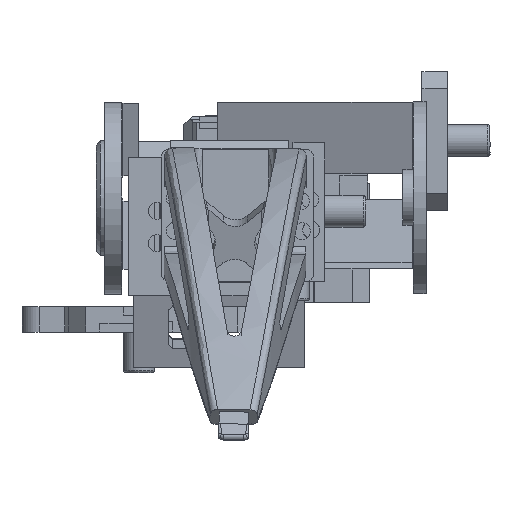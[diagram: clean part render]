
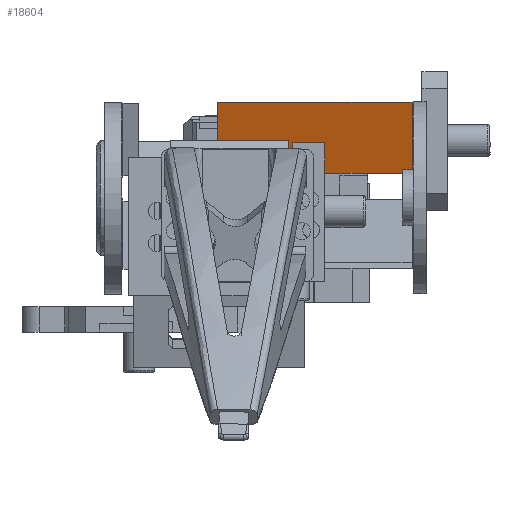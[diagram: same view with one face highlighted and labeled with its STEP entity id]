
A CAD part, left-side view. The second image highlights one B-rep face of the part: STEP entity #18604.
In plain terms, the highlighted planar face has unit normal (-0.95, 0, -0.314).
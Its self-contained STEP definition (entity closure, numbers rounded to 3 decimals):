
#2584=LINE('',#35290,#4680);
#2593=LINE('',#35313,#4689);
#2598=LINE('',#35323,#4694);
#2599=LINE('',#35324,#4695);
#4680=VECTOR('',#24251,10.);
#4689=VECTOR('',#24268,10.);
#4694=VECTOR('',#24275,10.);
#4695=VECTOR('',#24276,10.);
#5759=FACE_OUTER_BOUND('',#6865,.T.);
#6865=EDGE_LOOP('',(#16442,#16443,#16444,#16445));
#8904=VERTEX_POINT('',#35288);
#8905=VERTEX_POINT('',#35289);
#8915=VERTEX_POINT('',#35312);
#8919=VERTEX_POINT('',#35322);
#11449=EDGE_CURVE('',#8904,#8905,#2584,.T.);
#11460=EDGE_CURVE('',#8915,#8904,#2593,.T.);
#11465=EDGE_CURVE('',#8919,#8905,#2598,.T.);
#11466=EDGE_CURVE('',#8915,#8919,#2599,.T.);
#16442=ORIENTED_EDGE('',*,*,#11449,.T.);
#16443=ORIENTED_EDGE('',*,*,#11465,.F.);
#16444=ORIENTED_EDGE('',*,*,#11466,.F.);
#16445=ORIENTED_EDGE('',*,*,#11460,.T.);
#17675=PLANE('',#20004);
#18604=ADVANCED_FACE('',(#5759),#17675,.T.);
#20004=AXIS2_PLACEMENT_3D('',#35321,#24273,#24274);
#24251=DIRECTION('',(0.314,0.,-0.949));
#24268=DIRECTION('',(0.,1.,0.));
#24273=DIRECTION('center_axis',(-0.949,0.,-0.314));
#24274=DIRECTION('ref_axis',(-0.314,0.,0.949));
#24275=DIRECTION('',(0.,1.,0.));
#24276=DIRECTION('',(0.314,0.,-0.949));
#35288=CARTESIAN_POINT('',(-144.309,59.256,140.269));
#35289=CARTESIAN_POINT('',(-138.798,59.256,123.601));
#35290=CARTESIAN_POINT('',(-139.971,59.256,127.149));
#35312=CARTESIAN_POINT('',(-144.309,13.556,140.269));
#35313=CARTESIAN_POINT('',(-144.309,13.256,140.269));
#35321=CARTESIAN_POINT('Origin',(-138.798,13.256,123.601));
#35322=CARTESIAN_POINT('',(-138.798,13.556,123.601));
#35323=CARTESIAN_POINT('',(-138.798,13.256,123.601));
#35324=CARTESIAN_POINT('',(-137.952,13.556,121.043));
